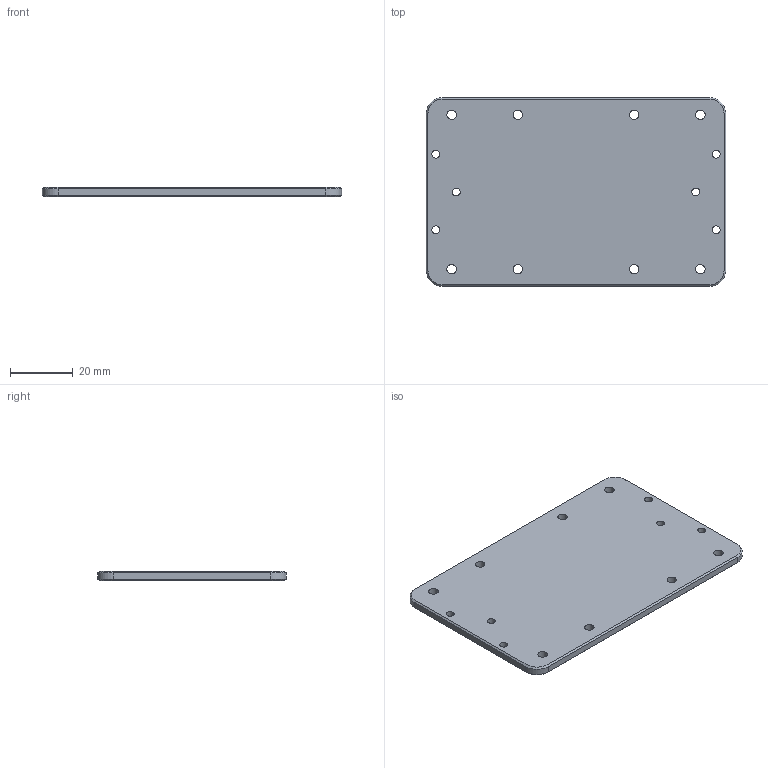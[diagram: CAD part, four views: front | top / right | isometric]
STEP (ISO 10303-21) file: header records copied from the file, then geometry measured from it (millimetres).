
FILE_DESCRIPTION(('FreeCAD Model'),'2;1');
FILE_NAME('plate_top_nofan.step','2020-01-27T05:16:55',('Author' ),(''),'Open CASCADE STEP processor 7.3','FreeCAD','Unknown');
FILE_SCHEMA(('AUTOMOTIVE_DESIGN { 1 0 10303 214 1 1 1 1 }'));
Length unit declared in the file: millimetre
Products named in the file (1): plate_top_nofan
Bounding box: 95 x 60 x 3 mm (x, y, z)
Volume: 16702.5 mm3; surface area: 12279.7 mm2
Topology: 1 solids, 1 shells, 54 faces, 140 edges, 88 vertices
Faces by surface type: cylinder 32, plane 14, cone 8
Entity records: 3733 total; most frequent: CARTESIAN_POINT 899, DIRECTION 546, LINE 284, VECTOR 284, ORIENTED_EDGE 280, PCURVE 280, DEFINITIONAL_REPRESENTATION 280, EDGE_CURVE 140
